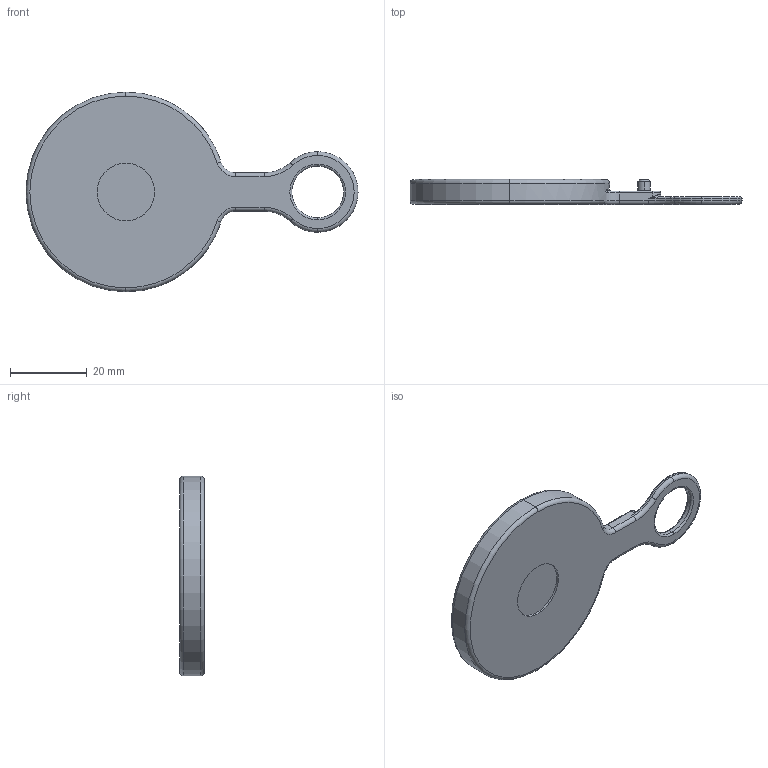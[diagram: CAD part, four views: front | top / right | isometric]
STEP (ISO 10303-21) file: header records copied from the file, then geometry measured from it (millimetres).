
FILE_DESCRIPTION (( 'STEP AP214' ), '1' );
FILE_NAME ('098dag060.STEP', '2014-08-13T08:35:22', ( '' ), ( '' ), 'SwSTEP 2.0', 'SolidWorks 2014', '' );
FILE_SCHEMA (( 'AUTOMOTIVE_DESIGN' ));
Length unit declared in the file: millimetre
Products named in the file (1): 098dag060
Bounding box: 86.5 x 6.5 x 52 mm (x, y, z)
Volume: 13774.1 mm3; surface area: 6325.1 mm2
Topology: 1 solids, 1 shells, 77 faces, 172 edges, 96 vertices
Faces by surface type: torus 34, cylinder 25, plane 10, bspline 6, cone 2
Entity records: 2310 total; most frequent: CARTESIAN_POINT 546, DIRECTION 418, ORIENTED_EDGE 336, AXIS2_PLACEMENT_3D 190, EDGE_CURVE 168, CIRCLE 118, VERTEX_POINT 96, EDGE_LOOP 82
